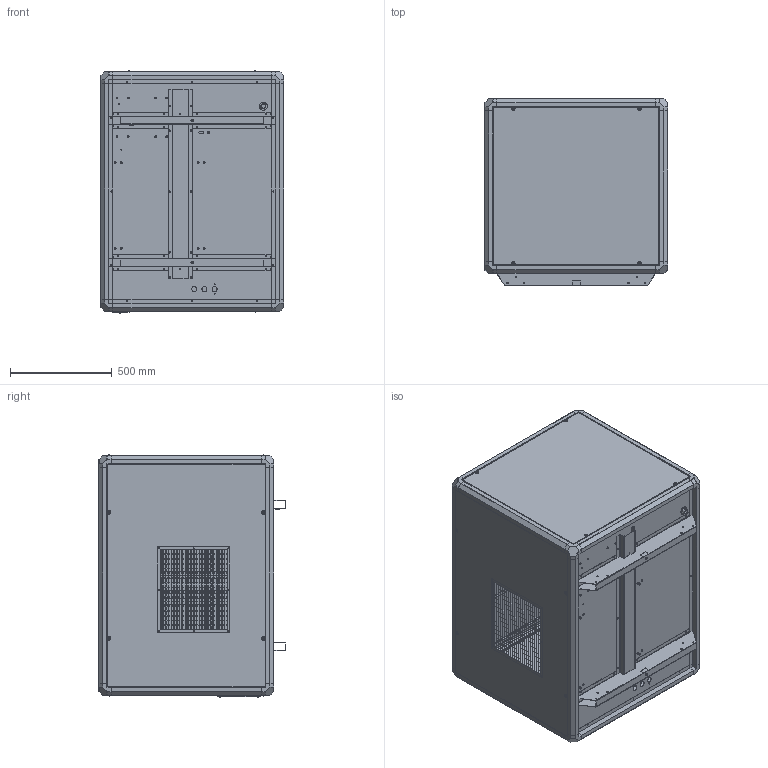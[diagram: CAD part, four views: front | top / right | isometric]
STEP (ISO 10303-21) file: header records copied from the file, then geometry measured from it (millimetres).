
FILE_DESCRIPTION (( 'STEP AP203' ), '1' );
FILE_NAME ('Model FD520-750.STEP', '2023-11-20T13:24:26', ( '' ), ( '' ), 'SwSTEP 2.0', 'SolidWorks 2020', '' );
FILE_SCHEMA (( 'CONFIG_CONTROL_DESIGN' ));
Products named in the file (1): Model FD520-750
Bounding box: 904 x 923.5 x 1191.86 mm (x, y, z)
Surface area: 11101453.1 mm2 (no closed solid volume)
Topology: 0 solids, 89 shells, 1685 faces, 7549 edges, 5854 vertices
Faces by surface type: plane 1086, cylinder 497, torus 45, sphere 25, bspline 16, cone 16
Entity records: 77630 total; most frequent: CARTESIAN_POINT 16363, DIRECTION 12419, ORIENTED_EDGE 10081, EDGE_CURVE 7515, VERTEX_POINT 5854, VECTOR 5505, LINE 5505, AXIS2_PLACEMENT_3D 3457
